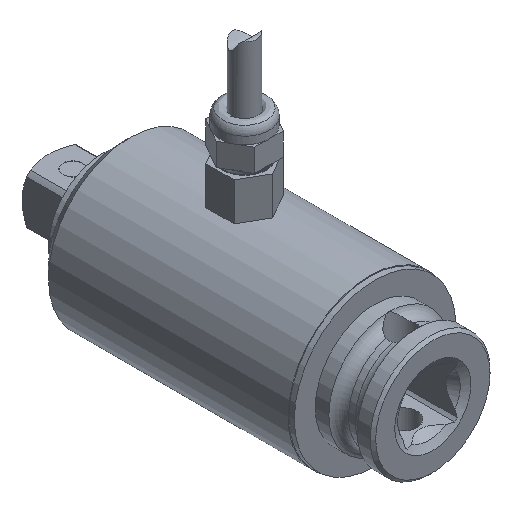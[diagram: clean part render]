
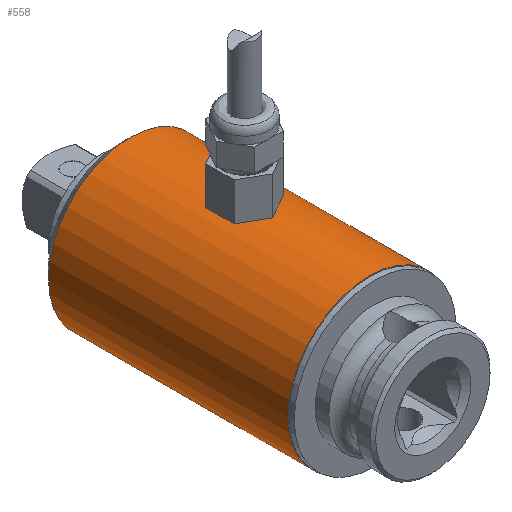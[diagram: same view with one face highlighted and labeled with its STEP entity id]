
A CAD part, isometric view. The second image highlights one B-rep face of the part: STEP entity #558.
In plain terms, the highlighted cylindrical face has radius 15 mm (diameter 30 mm), a full revolution.
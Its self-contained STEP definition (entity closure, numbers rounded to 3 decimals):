
#558 = ADVANCED_FACE( '', ( #1100, #1101, #1102 ), #1103, .T. );
#1100 = FACE_OUTER_BOUND( '', #2858, .T. );
#1101 = FACE_BOUND( '', #2859, .T. );
#1102 = FACE_OUTER_BOUND( '', #2860, .T. );
#1103 = CYLINDRICAL_SURFACE( '', #2861, 15. );
#2858 = EDGE_LOOP( '', ( #4145 ) );
#2859 = EDGE_LOOP( '', ( #4146 ) );
#2860 = EDGE_LOOP( '', ( #4147 ) );
#2861 = AXIS2_PLACEMENT_3D( '', #4148, #4149, #4150 );
#4145 = ORIENTED_EDGE( '', *, *, #4390, .T. );
#4146 = ORIENTED_EDGE( '', *, *, #4643, .T. );
#4147 = ORIENTED_EDGE( '', *, *, #4740, .T. );
#4148 = CARTESIAN_POINT( '', ( 0., 46., 0. ) );
#4149 = DIRECTION( '', ( 0., 1., 0. ) );
#4150 = DIRECTION( '', ( 0., 0., -1. ) );
#4390 = EDGE_CURVE( '', #4842, #4842, #4843, .F. );
#4643 = EDGE_CURVE( '', #5225, #5225, #5226, .T. );
#4740 = EDGE_CURVE( '', #5344, #5344, #5345, .T. );
#4842 = VERTEX_POINT( '', #5570 );
#4843 = CIRCLE( '', #5571, 15. );
#5225 = VERTEX_POINT( '', #6335 );
#5226 = B_SPLINE_CURVE_WITH_KNOTS( '', 3, ( #6336, #6337, #6338, #6339, #6340, #6341, #6342, #6343, #6344, #6345, #6346, #6347, #6348, #6349, #6350, #6351, #6352, #6353, #6354, #6355, #6356, #6357, #6358, #6359, #6360, #6361, #6362, #6363, #6364, #6365, #6366, #6367, #6368, #6369, #6370, #6371, #6372, #6373, #6374, #6375, #6376, #6377, #6378, #6379, #6380, #6381, #6382, #6383, #6384, #6385, #6386, #6387, #6388, #6389, #6390, #6391, #6392, #6393, #6394, #6395 ), .UNSPECIFIED., .T., .F., ( 2, 2, 2, 2, 2, 2, 2, 2, 2, 2, 2, 2, 2, 2, 2, 2, 2, 2, 2, 2, 2, 2, 2, 2, 2, 2, 2, 2, 2, 2, 2, 2 ), ( 0., 0., 0., 0.001, 0.001, 0.002, 0.003, 0.003, 0.004, 0.004, 0.005, 0.005, 0.006, 0.006, 0.007, 0.007, 0.008, 0.009, 0.009, 0.01, 0.01, 0.011, 0.011, 0.012, 0.012, 0.013, 0.013, 0.013, 0.014, 0.015, 0.015, 0.016 ), .UNSPECIFIED. );
#5344 = VERTEX_POINT( '', #6702 );
#5345 = CIRCLE( '', #6703, 15. );
#5570 = CARTESIAN_POINT( '', ( 0., 44., 15. ) );
#5571 = AXIS2_PLACEMENT_3D( '', #6788, #6789, #6790 );
#6335 = CARTESIAN_POINT( '', ( 2.459, 23., 14.797 ) );
#6336 = CARTESIAN_POINT( '', ( 2.459, 23.163, 14.797 ) );
#6337 = CARTESIAN_POINT( '', ( 2.459, 22.837, 14.797 ) );
#6338 = CARTESIAN_POINT( '', ( 2.443, 22.677, 14.8 ) );
#6339 = CARTESIAN_POINT( '', ( 2.38, 22.363, 14.81 ) );
#6340 = CARTESIAN_POINT( '', ( 2.332, 22.206, 14.818 ) );
#6341 = CARTESIAN_POINT( '', ( 2.209, 21.909, 14.837 ) );
#6342 = CARTESIAN_POINT( '', ( 2.133, 21.768, 14.848 ) );
#6343 = CARTESIAN_POINT( '', ( 1.955, 21.501, 14.872 ) );
#6344 = CARTESIAN_POINT( '', ( 1.851, 21.375, 14.886 ) );
#6345 = CARTESIAN_POINT( '', ( 1.512, 21.035, 14.925 ) );
#6346 = CARTESIAN_POINT( '', ( 1.238, 20.852, 14.952 ) );
#6347 = CARTESIAN_POINT( '', ( 0.794, 20.668, 14.98 ) );
#6348 = CARTESIAN_POINT( '', ( 0.639, 20.621, 14.987 ) );
#6349 = CARTESIAN_POINT( '', ( 0.322, 20.557, 14.997 ) );
#6350 = CARTESIAN_POINT( '', ( 0.162, 20.542, 15. ) );
#6351 = CARTESIAN_POINT( '', ( -0.159, 20.541, 15. ) );
#6352 = CARTESIAN_POINT( '', ( -0.322, 20.557, 14.997 ) );
#6353 = CARTESIAN_POINT( '', ( -0.638, 20.62, 14.987 ) );
#6354 = CARTESIAN_POINT( '', ( -0.791, 20.667, 14.98 ) );
#6355 = CARTESIAN_POINT( '', ( -1.089, 20.79, 14.961 ) );
#6356 = CARTESIAN_POINT( '', ( -1.233, 20.867, 14.95 ) );
#6357 = CARTESIAN_POINT( '', ( -1.499, 21.045, 14.926 ) );
#6358 = CARTESIAN_POINT( '', ( -1.623, 21.147, 14.912 ) );
#6359 = CARTESIAN_POINT( '', ( -1.852, 21.376, 14.886 ) );
#6360 = CARTESIAN_POINT( '', ( -1.954, 21.499, 14.872 ) );
#6361 = CARTESIAN_POINT( '', ( -2.132, 21.765, 14.848 ) );
#6362 = CARTESIAN_POINT( '', ( -2.209, 21.909, 14.837 ) );
#6363 = CARTESIAN_POINT( '', ( -2.332, 22.207, 14.818 ) );
#6364 = CARTESIAN_POINT( '', ( -2.379, 22.36, 14.81 ) );
#6365 = CARTESIAN_POINT( '', ( -2.442, 22.675, 14.8 ) );
#6366 = CARTESIAN_POINT( '', ( -2.458, 22.838, 14.797 ) );
#6367 = CARTESIAN_POINT( '', ( -2.459, 23.32, 14.797 ) );
#6368 = CARTESIAN_POINT( '', ( -2.394, 23.644, 14.808 ) );
#6369 = CARTESIAN_POINT( '', ( -2.21, 24.088, 14.836 ) );
#6370 = CARTESIAN_POINT( '', ( -2.134, 24.232, 14.848 ) );
#6371 = CARTESIAN_POINT( '', ( -1.955, 24.5, 14.872 ) );
#6372 = CARTESIAN_POINT( '', ( -1.853, 24.623, 14.886 ) );
#6373 = CARTESIAN_POINT( '', ( -1.627, 24.85, 14.912 ) );
#6374 = CARTESIAN_POINT( '', ( -1.501, 24.954, 14.925 ) );
#6375 = CARTESIAN_POINT( '', ( -1.234, 25.132, 14.95 ) );
#6376 = CARTESIAN_POINT( '', ( -1.093, 25.208, 14.961 ) );
#6377 = CARTESIAN_POINT( '', ( -0.795, 25.332, 14.98 ) );
#6378 = CARTESIAN_POINT( '', ( -0.639, 25.379, 14.987 ) );
#6379 = CARTESIAN_POINT( '', ( -0.325, 25.442, 14.997 ) );
#6380 = CARTESIAN_POINT( '', ( -0.164, 25.458, 15. ) );
#6381 = CARTESIAN_POINT( '', ( 0.16, 25.459, 15. ) );
#6382 = CARTESIAN_POINT( '', ( 0.32, 25.443, 14.997 ) );
#6383 = CARTESIAN_POINT( '', ( 0.635, 25.38, 14.987 ) );
#6384 = CARTESIAN_POINT( '', ( 0.792, 25.333, 14.98 ) );
#6385 = CARTESIAN_POINT( '', ( 1.089, 25.21, 14.961 ) );
#6386 = CARTESIAN_POINT( '', ( 1.23, 25.135, 14.95 ) );
#6387 = CARTESIAN_POINT( '', ( 1.498, 24.956, 14.926 ) );
#6388 = CARTESIAN_POINT( '', ( 1.624, 24.853, 14.912 ) );
#6389 = CARTESIAN_POINT( '', ( 1.964, 24.514, 14.873 ) );
#6390 = CARTESIAN_POINT( '', ( 2.147, 24.24, 14.846 ) );
#6391 = CARTESIAN_POINT( '', ( 2.331, 23.796, 14.818 ) );
#6392 = CARTESIAN_POINT( '', ( 2.379, 23.641, 14.81 ) );
#6393 = CARTESIAN_POINT( '', ( 2.443, 23.323, 14.8 ) );
#6394 = CARTESIAN_POINT( '', ( 2.459, 23.163, 14.797 ) );
#6395 = CARTESIAN_POINT( '', ( 2.459, 22.837, 14.797 ) );
#6702 = CARTESIAN_POINT( '', ( 15., 0., 0. ) );
#6703 = AXIS2_PLACEMENT_3D( '', #7209, #7210, #7211 );
#6788 = CARTESIAN_POINT( '', ( 0., 44., 0. ) );
#6789 = DIRECTION( '', ( 0., 1., 0. ) );
#6790 = DIRECTION( '', ( 0., 0., 1. ) );
#7209 = CARTESIAN_POINT( '', ( 0., 0., 0. ) );
#7210 = DIRECTION( '', ( 0., 1., 0. ) );
#7211 = DIRECTION( '', ( 1., 0., 0. ) );
